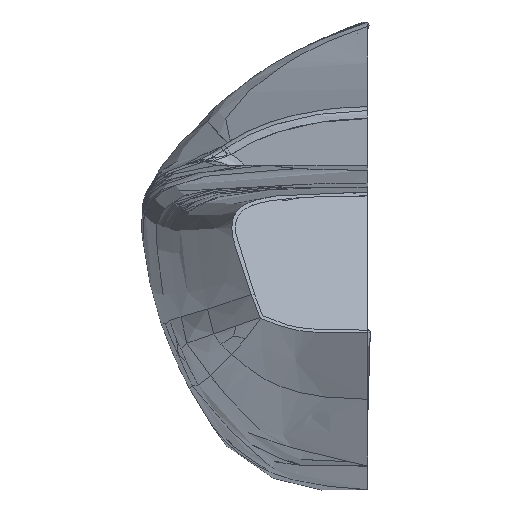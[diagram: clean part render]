
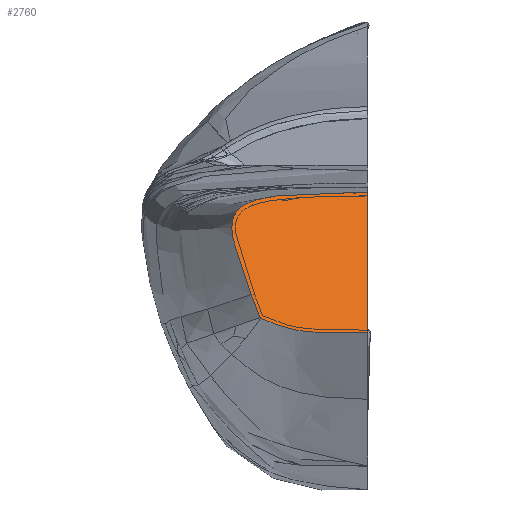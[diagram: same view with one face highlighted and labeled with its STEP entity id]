
A CAD part, left-side view. The second image highlights one B-rep face of the part: STEP entity #2760.
In plain terms, the highlighted planar face has unit normal (-0.857, 0, 0.515).
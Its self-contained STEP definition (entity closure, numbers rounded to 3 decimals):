
#29=PLANE('',#2890);
#66=CIRCLE('',#2891,22.815);
#151=FACE_OUTER_BOUND('',#328,.T.);
#328=EDGE_LOOP('',(#2002,#2003,#2004,#2005,#2006,#2007,#2008));
#568=B_SPLINE_CURVE_WITH_KNOTS('',3,(#4560,#4561,#4562,#4563,#4564,#4565),
 .UNSPECIFIED.,.F.,.F.,(4,2,4),(0.,0.017,
0.034),.UNSPECIFIED.);
#707=B_SPLINE_CURVE_WITH_KNOTS('',3,(#8228,#8229,#8230,#8231,#8232,#8233),
 .UNSPECIFIED.,.F.,.F.,(4,2,4),(0.,2.652,5.303),
 .UNSPECIFIED.);
#757=B_SPLINE_CURVE_WITH_KNOTS('',3,(#9789,#9790,#9791,#9792,#9793,#9794,
#9795,#9796,#9797,#9798,#9799,#9800,#9801,#9802,#9803,#9804,#9805,#9806,
#9807,#9808),.UNSPECIFIED.,.F.,.F.,(4,2,2,2,2,2,2,2,2,4),(-17.354,
-9.89,-7.619,-6.313,-5.377,
-4.34,-2.703,-1.453,-0.617,
0.),.UNSPECIFIED.);
#758=B_SPLINE_CURVE_WITH_KNOTS('',3,(#9810,#9811,#9812,#9813,#9814,#9815,
#9816,#9817),.UNSPECIFIED.,.F.,.F.,(4,2,2,4),(0.,0.24,
0.497,0.99),.UNSPECIFIED.);
#759=B_SPLINE_CURVE_WITH_KNOTS('',3,(#9821,#9822,#9823,#9824,#9825,#9826,
#9827,#9828,#9829,#9830),.UNSPECIFIED.,.F.,.F.,(4,2,2,2,4),(0.,0.48,
0.987,1.925,3.158),.UNSPECIFIED.);
#760=B_SPLINE_CURVE_WITH_KNOTS('',3,(#9831,#9832,#9833,#9834,#9835,#9836),
 .UNSPECIFIED.,.F.,.F.,(4,2,4),(-0.496,-0.033,
0.),.UNSPECIFIED.);
#918=VERTEX_POINT('',#4557);
#919=VERTEX_POINT('',#4559);
#1047=VERTEX_POINT('',#8227);
#1083=VERTEX_POINT('',#9788);
#1084=VERTEX_POINT('',#9809);
#1085=VERTEX_POINT('',#9818);
#1086=VERTEX_POINT('',#9820);
#1193=EDGE_CURVE('',#918,#919,#568,.T.);
#1363=EDGE_CURVE('',#919,#1047,#707,.T.);
#1426=EDGE_CURVE('',#918,#1083,#757,.T.);
#1427=EDGE_CURVE('',#1084,#1083,#758,.T.);
#1428=EDGE_CURVE('',#1085,#1084,#66,.T.);
#1429=EDGE_CURVE('',#1086,#1085,#759,.T.);
#1430=EDGE_CURVE('',#1047,#1086,#760,.T.);
#2002=ORIENTED_EDGE('',*,*,#1193,.F.);
#2003=ORIENTED_EDGE('',*,*,#1426,.T.);
#2004=ORIENTED_EDGE('',*,*,#1427,.F.);
#2005=ORIENTED_EDGE('',*,*,#1428,.F.);
#2006=ORIENTED_EDGE('',*,*,#1429,.F.);
#2007=ORIENTED_EDGE('',*,*,#1430,.F.);
#2008=ORIENTED_EDGE('',*,*,#1363,.F.);
#2760=ADVANCED_FACE('',(#151),#29,.F.);
#2890=AXIS2_PLACEMENT_3D('',#9787,#3007,#3008);
#2891=AXIS2_PLACEMENT_3D('',#9819,#3009,#3010);
#3007=DIRECTION('center_axis',(0.857,0.,-0.515));
#3008=DIRECTION('ref_axis',(-0.515,0.,-0.857));
#3009=DIRECTION('center_axis',(0.857,0.,
-0.515));
#3010=DIRECTION('ref_axis',(-0.393,0.646,-0.655));
#4557=CARTESIAN_POINT('',(29.912,0.021,101.17));
#4559=CARTESIAN_POINT('',(29.54,0.014,100.549));
#4560=CARTESIAN_POINT('Ctrl Pts',(29.912,0.021,101.17));
#4561=CARTESIAN_POINT('Ctrl Pts',(29.883,0.021,101.121));
#4562=CARTESIAN_POINT('Ctrl Pts',(29.738,0.021,100.88));
#4563=CARTESIAN_POINT('Ctrl Pts',(29.713,0.021,100.839));
#4564=CARTESIAN_POINT('Ctrl Pts',(29.572,0.021,100.604));
#4565=CARTESIAN_POINT('Ctrl Pts',(29.539,0.021,100.549));
#8227=CARTESIAN_POINT('',(2.248,0.,55.08));
#8228=CARTESIAN_POINT('Ctrl Pts',(29.539,0.014,100.549));
#8229=CARTESIAN_POINT('Ctrl Pts',(24.991,0.012,92.971));
#8230=CARTESIAN_POINT('Ctrl Pts',(20.442,0.01,85.393));
#8231=CARTESIAN_POINT('Ctrl Pts',(11.345,0.005,
70.236));
#8232=CARTESIAN_POINT('Ctrl Pts',(6.797,0.003,
62.658));
#8233=CARTESIAN_POINT('Ctrl Pts',(2.248,0.,
55.08));
#9787=CARTESIAN_POINT('Origin',(15.595,45.998,77.316));
#9788=CARTESIAN_POINT('',(9.06,39.449,66.429));
#9789=CARTESIAN_POINT('Ctrl Pts',(29.912,0.021,101.17));
#9790=CARTESIAN_POINT('Ctrl Pts',(29.866,12.078,101.093));
#9791=CARTESIAN_POINT('Ctrl Pts',(29.82,24.13,101.016));
#9792=CARTESIAN_POINT('Ctrl Pts',(28.701,35.311,99.153));
#9793=CARTESIAN_POINT('Ctrl Pts',(28.344,37.82,98.558));
#9794=CARTESIAN_POINT('Ctrl Pts',(27.538,41.052,97.214));
#9795=CARTESIAN_POINT('Ctrl Pts',(27.121,42.367,96.519));
#9796=CARTESIAN_POINT('Ctrl Pts',(26.031,44.27,94.704));
#9797=CARTESIAN_POINT('Ctrl Pts',(25.517,44.867,93.847));
#9798=CARTESIAN_POINT('Ctrl Pts',(24.308,45.739,91.833));
#9799=CARTESIAN_POINT('Ctrl Pts',(23.635,45.945,90.712));
#9800=CARTESIAN_POINT('Ctrl Pts',(21.889,46.059,87.802));
#9801=CARTESIAN_POINT('Ctrl Pts',(20.764,45.727,85.929));
#9802=CARTESIAN_POINT('Ctrl Pts',(18.823,44.881,82.695));
#9803=CARTESIAN_POINT('Ctrl Pts',(17.988,44.425,81.304));
#9804=CARTESIAN_POINT('Ctrl Pts',(15.231,42.91,76.709));
#9805=CARTESIAN_POINT('Ctrl Pts',(13.52,41.968,73.86));
#9806=CARTESIAN_POINT('Ctrl Pts',(11.255,40.706,70.086));
#9807=CARTESIAN_POINT('Ctrl Pts',(10.074,40.042,68.118));
#9808=CARTESIAN_POINT('Ctrl Pts',(9.06,39.449,66.429));
#9809=CARTESIAN_POINT('',(4.36,36.483,58.598));
#9810=CARTESIAN_POINT('Ctrl Pts',(4.36,36.483,58.598));
#9811=CARTESIAN_POINT('Ctrl Pts',(4.75,36.743,59.248));
#9812=CARTESIAN_POINT('Ctrl Pts',(5.118,36.987,59.861));
#9813=CARTESIAN_POINT('Ctrl Pts',(5.914,37.508,61.187));
#9814=CARTESIAN_POINT('Ctrl Pts',(6.312,37.765,61.85));
#9815=CARTESIAN_POINT('Ctrl Pts',(7.51,38.523,63.846));
#9816=CARTESIAN_POINT('Ctrl Pts',(8.277,38.989,65.124));
#9817=CARTESIAN_POINT('Ctrl Pts',(9.06,39.449,66.429));
#9818=CARTESIAN_POINT('',(4.259,36.247,58.429));
#9819=CARTESIAN_POINT('Origin',(13.325,21.751,73.535));
#9820=CARTESIAN_POINT('',(1.277,0.,53.461));
#9821=CARTESIAN_POINT('Ctrl Pts',(1.277,0.,53.461));
#9822=CARTESIAN_POINT('Ctrl Pts',(1.287,1.6,53.478));
#9823=CARTESIAN_POINT('Ctrl Pts',(1.3,3.611,53.5));
#9824=CARTESIAN_POINT('Ctrl Pts',(1.318,7.8,53.53));
#9825=CARTESIAN_POINT('Ctrl Pts',(1.321,9.613,53.535));
#9826=CARTESIAN_POINT('Ctrl Pts',(1.374,16.381,53.623));
#9827=CARTESIAN_POINT('Ctrl Pts',(1.438,20.092,53.73));
#9828=CARTESIAN_POINT('Ctrl Pts',(2.228,28.161,55.046));
#9829=CARTESIAN_POINT('Ctrl Pts',(3.199,32.118,56.664));
#9830=CARTESIAN_POINT('Ctrl Pts',(4.259,36.247,58.429));
#9831=CARTESIAN_POINT('Ctrl Pts',(2.248,0.001,
55.08));
#9832=CARTESIAN_POINT('Ctrl Pts',(2.215,0.001,
55.024));
#9833=CARTESIAN_POINT('Ctrl Pts',(2.212,0.001,
55.02));
#9834=CARTESIAN_POINT('Ctrl Pts',(1.73,0.,
54.217));
#9835=CARTESIAN_POINT('Ctrl Pts',(1.334,0.,
53.557));
#9836=CARTESIAN_POINT('Ctrl Pts',(1.277,0.,
53.461));
